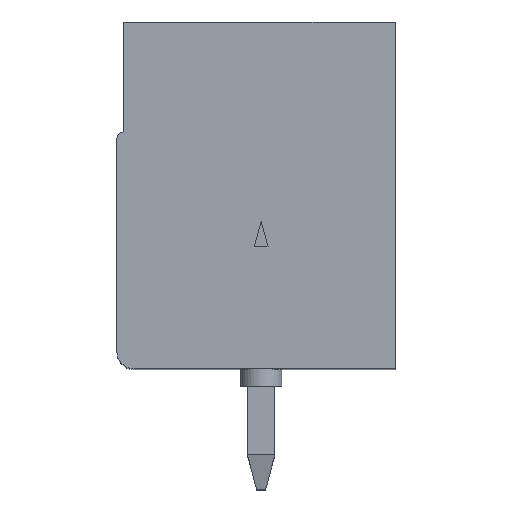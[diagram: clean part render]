
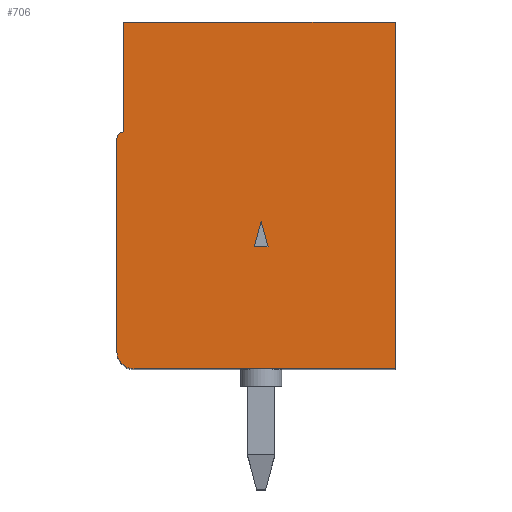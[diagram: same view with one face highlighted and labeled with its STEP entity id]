
A CAD part, top view. The second image highlights one B-rep face of the part: STEP entity #706.
In plain terms, the highlighted planar face has unit normal (0, 0, 1).
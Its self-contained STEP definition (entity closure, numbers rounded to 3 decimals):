
#706 = ADVANCED_FACE('',(#707,#767),#793,.T.);
#707 = FACE_BOUND('',#708,.T.);
#708 = EDGE_LOOP('',(#709,#719,#727,#735,#744,#752,#761));
#709 = ORIENTED_EDGE('',*,*,#710,.T.);
#710 = EDGE_CURVE('',#711,#713,#715,.T.);
#711 = VERTEX_POINT('',#712);
#712 = CARTESIAN_POINT('',(0.,0.,6.9));
#713 = VERTEX_POINT('',#714);
#714 = CARTESIAN_POINT('',(0.,10.1,6.9));
#715 = LINE('',#716,#717);
#716 = CARTESIAN_POINT('',(0.,-42.613,6.9));
#717 = VECTOR('',#718,1.);
#718 = DIRECTION('',(0.,1.,0.));
#719 = ORIENTED_EDGE('',*,*,#720,.T.);
#720 = EDGE_CURVE('',#713,#721,#723,.T.);
#721 = VERTEX_POINT('',#722);
#722 = CARTESIAN_POINT('',(-7.9,10.1,6.9));
#723 = LINE('',#724,#725);
#724 = CARTESIAN_POINT('',(32.388,10.1,6.9));
#725 = VECTOR('',#726,1.);
#726 = DIRECTION('',(-1.,0.,0.));
#727 = ORIENTED_EDGE('',*,*,#728,.F.);
#728 = EDGE_CURVE('',#729,#721,#731,.T.);
#729 = VERTEX_POINT('',#730);
#730 = CARTESIAN_POINT('',(-7.9,6.9,6.9));
#731 = LINE('',#732,#733);
#732 = CARTESIAN_POINT('',(-7.9,-42.613,6.9));
#733 = VECTOR('',#734,1.);
#734 = DIRECTION('',(0.,1.,0.));
#735 = ORIENTED_EDGE('',*,*,#736,.T.);
#736 = EDGE_CURVE('',#729,#737,#739,.T.);
#737 = VERTEX_POINT('',#738);
#738 = CARTESIAN_POINT('',(-8.1,6.7,6.9));
#739 = CIRCLE('',#740,0.2);
#740 = AXIS2_PLACEMENT_3D('',#741,#742,#743);
#741 = CARTESIAN_POINT('',(-7.9,6.7,6.9));
#742 = DIRECTION('',(0.,-0.,1.));
#743 = DIRECTION('',(0.,1.,0.));
#744 = ORIENTED_EDGE('',*,*,#745,.T.);
#745 = EDGE_CURVE('',#737,#746,#748,.T.);
#746 = VERTEX_POINT('',#747);
#747 = CARTESIAN_POINT('',(-8.1,0.5,6.9));
#748 = LINE('',#749,#750);
#749 = CARTESIAN_POINT('',(-8.1,-42.613,6.9));
#750 = VECTOR('',#751,1.);
#751 = DIRECTION('',(0.,-1.,0.));
#752 = ORIENTED_EDGE('',*,*,#753,.T.);
#753 = EDGE_CURVE('',#746,#754,#756,.T.);
#754 = VERTEX_POINT('',#755);
#755 = CARTESIAN_POINT('',(-7.6,0.,6.9));
#756 = CIRCLE('',#757,0.5);
#757 = AXIS2_PLACEMENT_3D('',#758,#759,#760);
#758 = CARTESIAN_POINT('',(-7.6,0.5,6.9));
#759 = DIRECTION('',(0.,-0.,1.));
#760 = DIRECTION('',(0.,1.,0.));
#761 = ORIENTED_EDGE('',*,*,#762,.T.);
#762 = EDGE_CURVE('',#754,#711,#763,.T.);
#763 = LINE('',#764,#765);
#764 = CARTESIAN_POINT('',(32.388,0.,6.9));
#765 = VECTOR('',#766,1.);
#766 = DIRECTION('',(1.,0.,0.));
#767 = FACE_BOUND('',#768,.T.);
#768 = EDGE_LOOP('',(#769,#779,#787));
#769 = ORIENTED_EDGE('',*,*,#770,.F.);
#770 = EDGE_CURVE('',#771,#773,#775,.T.);
#771 = VERTEX_POINT('',#772);
#772 = CARTESIAN_POINT('',(-3.699,3.55,6.9));
#773 = VERTEX_POINT('',#774);
#774 = CARTESIAN_POINT('',(-3.9,4.3,6.9));
#775 = LINE('',#776,#777);
#776 = CARTESIAN_POINT('',(8.67,-42.613,6.9));
#777 = VECTOR('',#778,1.);
#778 = DIRECTION('',(-0.259,0.966,0.));
#779 = ORIENTED_EDGE('',*,*,#780,.F.);
#780 = EDGE_CURVE('',#781,#771,#783,.T.);
#781 = VERTEX_POINT('',#782);
#782 = CARTESIAN_POINT('',(-4.101,3.55,6.9));
#783 = LINE('',#784,#785);
#784 = CARTESIAN_POINT('',(32.388,3.55,6.9));
#785 = VECTOR('',#786,1.);
#786 = DIRECTION('',(1.,0.,0.));
#787 = ORIENTED_EDGE('',*,*,#788,.F.);
#788 = EDGE_CURVE('',#773,#781,#789,.T.);
#789 = LINE('',#790,#791);
#790 = CARTESIAN_POINT('',(-16.47,-42.613,6.9));
#791 = VECTOR('',#792,1.);
#792 = DIRECTION('',(-0.259,-0.966,0.));
#793 = PLANE('',#794);
#794 = AXIS2_PLACEMENT_3D('',#795,#796,#797);
#795 = CARTESIAN_POINT('',(-3.349,4.897,6.9));
#796 = DIRECTION('',(0.,0.,1.));
#797 = DIRECTION('',(0.,1.,0.));
